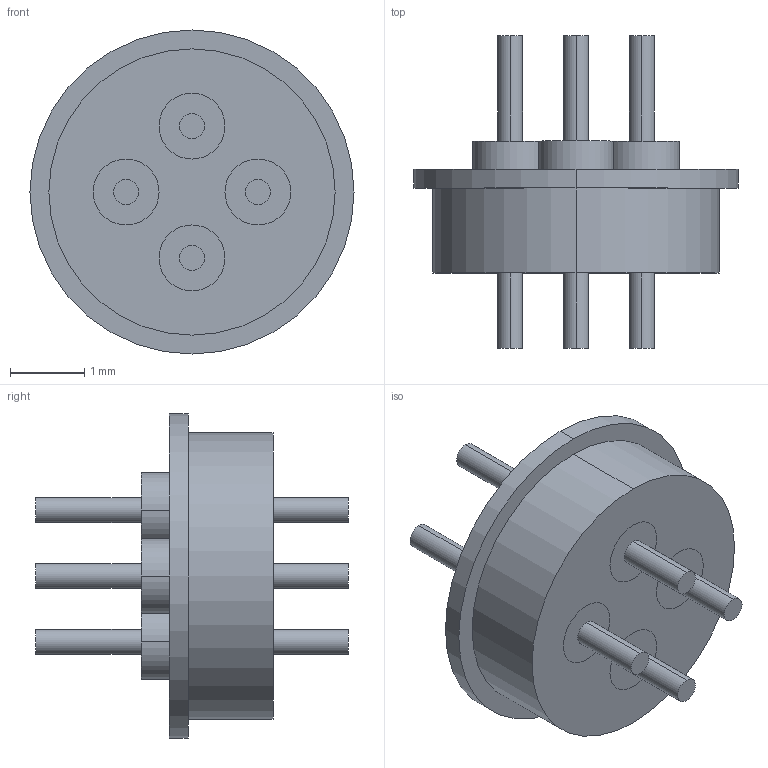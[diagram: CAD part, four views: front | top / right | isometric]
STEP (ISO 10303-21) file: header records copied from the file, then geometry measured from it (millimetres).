
FILE_DESCRIPTION (( 'STEP AP214' ), '1' );
FILE_NAME ('95022-1.STEP', '2024-01-08T18:30:35', ( '' ), ( '' ), 'SwSTEP 2.0', 'SolidWorks 2020', '' );
FILE_SCHEMA (( 'AUTOMOTIVE_DESIGN' ));
Length unit declared in the file: inch
Products named in the file (1): 95022-1
Bounding box: 4.37 x 4.22 x 4.37 mm (x, y, z)
Volume: 19.3 mm3; surface area: 62.4 mm2
Topology: 1 solids, 1 shells, 47 faces, 92 edges, 64 vertices
Faces by surface type: cylinder 28, plane 19
Entity records: 1905 total; most frequent: DIRECTION 252, CARTESIAN_POINT 204, ORIENTED_EDGE 184, AXIS2_PLACEMENT_3D 112, EDGE_CURVE 92, CIRCLE 64, EDGE_LOOP 64, VERTEX_POINT 64
